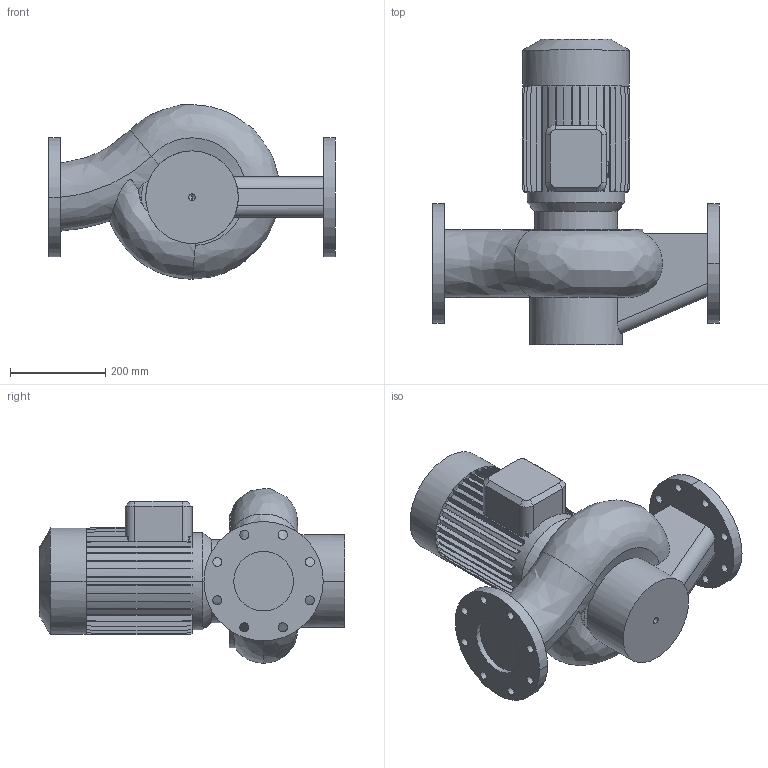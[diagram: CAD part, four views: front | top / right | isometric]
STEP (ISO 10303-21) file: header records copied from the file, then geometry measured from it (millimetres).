
FILE_DESCRIPTION (( 'STEP AP214' ), '1' );
FILE_NAME ('10018867swp00.step', '2024-01-16T08:38:34', ( '' ), ( '' ), 'SwSTEP 2.0', 'SolidWorks 2023', '' );
FILE_SCHEMA (( 'AUTOMOTIVE_DESIGN' ));
Length unit declared in the file: millimetre
Products named in the file (1): 10018867swp00
Bounding box: 600 x 640 x 365.65 mm (x, y, z)
Volume: 35672766.3 mm3; surface area: 1154426.1 mm2
Topology: 1 solids, 1 shells, 343 faces, 986 edges, 651 vertices
Faces by surface type: plane 259, cylinder 65, cone 10, bspline 7, torus 2
Entity records: 12573 total; most frequent: CARTESIAN_POINT 3427, ORIENTED_EDGE 1968, DIRECTION 1816, EDGE_CURVE 984, VECTOR 742, LINE 742, VERTEX_POINT 651, AXIS2_PLACEMENT_3D 537
